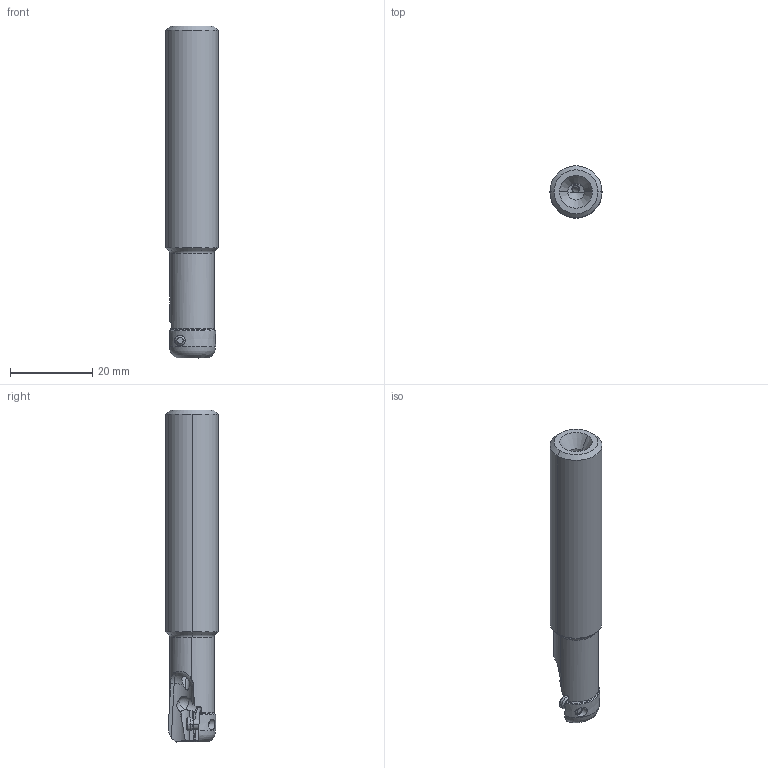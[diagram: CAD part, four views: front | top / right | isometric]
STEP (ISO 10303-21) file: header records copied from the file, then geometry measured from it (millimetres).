
FILE_DESCRIPTION(/* description */ (''),/* implementation_level */ '2;1');
FILE_NAME(/* name */ 'APX3000UR081SA08SB.stp',/* time_stamp */ '2021-09-08T11:46:28+09:00',/* author */ (''),/* organization */ (''),/* preprocessor_version */ 'ST-DEVELOPER v16',/* originating_system */ 'SIEMENS PLM Software NX 10.0',/* authorisation */ '');
FILE_SCHEMA (('AUTOMOTIVE_DESIGN { 1 0 10303 214 3 1 1 1 }'));
Length unit declared in the file: millimetre
Products named in the file (1): APX3000UR081SA08SB_ASM
Bounding box: 12.7 x 12.7 x 80.92 mm (x, y, z)
Volume: 8057.3 mm3; surface area: 4144.4 mm2
Topology: 2 solids, 2 shells, 101 faces, 319 edges, 232 vertices
Faces by surface type: cylinder 42, plane 23, cone 21, sphere 7, torus 7, bspline 1
Entity records: 4815 total; most frequent: CARTESIAN_POINT 1860, ORIENTED_EDGE 626, DIRECTION 575, EDGE_CURVE 313, AXIS2_PLACEMENT_3D 247, VERTEX_POINT 217, CIRCLE 118, EDGE_LOOP 106
